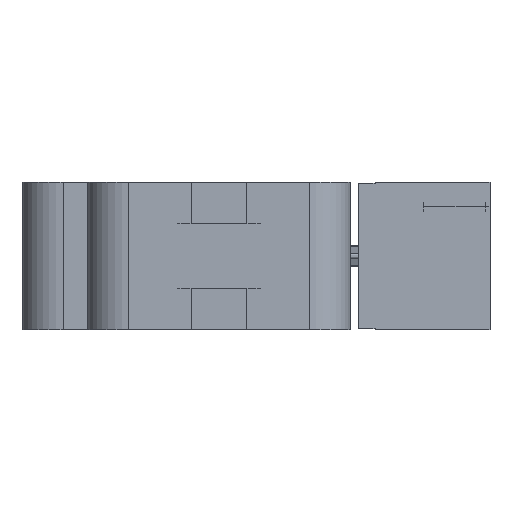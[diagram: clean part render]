
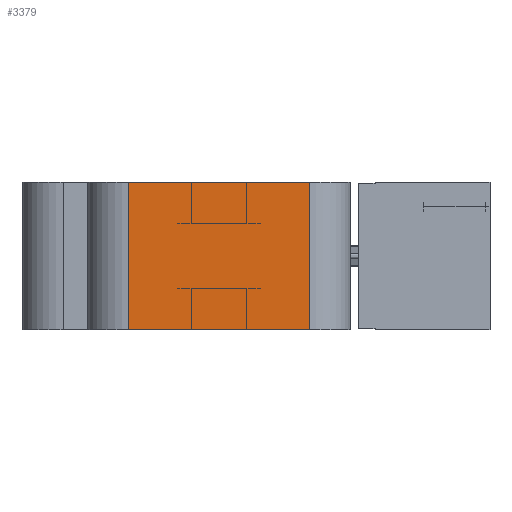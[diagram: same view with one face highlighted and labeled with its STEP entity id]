
A CAD part, left-side view. The second image highlights one B-rep face of the part: STEP entity #3379.
In plain terms, the highlighted planar face has unit normal (-1, 0, 0).
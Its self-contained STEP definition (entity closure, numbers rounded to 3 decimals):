
#45=DIRECTION('',(0.,0.,1.));
#46=VECTOR('',#45,18.);
#47=CARTESIAN_POINT('',(0.,5.,0.));
#48=LINE('',#47,#46);
#53=DIRECTION('',(0.,-1.,0.));
#54=VECTOR('',#53,22.);
#55=CARTESIAN_POINT('',(0.,27.,0.));
#56=LINE('',#55,#54);
#60=DIRECTION('',(0.,0.,-1.));
#61=VECTOR('',#60,18.);
#62=CARTESIAN_POINT('',(0.,27.,18.));
#63=LINE('',#62,#61);
#67=DIRECTION('',(0.,1.,0.));
#68=VECTOR('',#67,22.);
#69=CARTESIAN_POINT('',(0.,5.,18.));
#70=LINE('',#69,#68);
#2900=CARTESIAN_POINT('',(0.,5.,18.));
#2902=VERTEX_POINT('',#2900);
#2906=CARTESIAN_POINT('',(0.,5.,0.));
#2907=VERTEX_POINT('',#2906);
#2908=CARTESIAN_POINT('',(0.,27.,0.));
#2910=VERTEX_POINT('',#2908);
#2914=CARTESIAN_POINT('',(0.,27.,18.));
#2915=VERTEX_POINT('',#2914);
#3364=CARTESIAN_POINT('',(0.,0.,0.));
#3365=DIRECTION('',(-1.,0.,0.));
#3366=DIRECTION('',(0.,0.,1.));
#3367=AXIS2_PLACEMENT_3D('',#3364,#3365,#3366);
#3368=PLANE('',#3367);
#3370=ORIENTED_EDGE('',*,*,#3369,.F.);
#3372=ORIENTED_EDGE('',*,*,#3371,.F.);
#3374=ORIENTED_EDGE('',*,*,#3373,.F.);
#3376=ORIENTED_EDGE('',*,*,#3375,.F.);
#3377=EDGE_LOOP('',(#3370,#3372,#3374,#3376));
#3378=FACE_OUTER_BOUND('',#3377,.F.);
#3369=EDGE_CURVE('',#2907,#2902,#48,.T.);
#3371=EDGE_CURVE('',#2910,#2907,#56,.T.);
#3373=EDGE_CURVE('',#2915,#2910,#63,.T.);
#3375=EDGE_CURVE('',#2902,#2915,#70,.T.);
#3379=ADVANCED_FACE('',(#3378),#3368,.T.);
